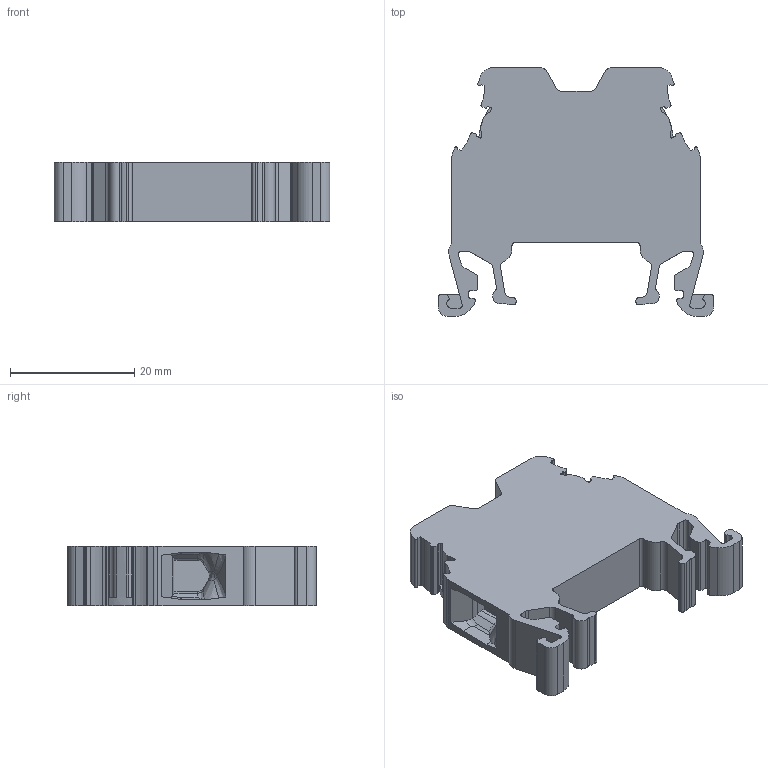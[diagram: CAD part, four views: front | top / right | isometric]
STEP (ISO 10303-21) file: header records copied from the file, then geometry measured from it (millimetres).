
FILE_DESCRIPTION (( 'STEP AP203' ), '1' );
FILE_NAME ('MRK 10.STEP', '2020-03-18T05:42:20', ( '' ), ( '' ), 'SwSTEP 2.0', 'SolidWorks 2011', '' );
FILE_SCHEMA (( 'CONFIG_CONTROL_DESIGN' ));
Length unit declared in the file: millimetre
Products named in the file (1): MRK 10
Bounding box: 44.33 x 40 x 9.5 mm (x, y, z)
Volume: 9804.4 mm3; surface area: 5089.2 mm2
Topology: 1 solids, 1 shells, 321 faces, 951 edges, 636 vertices
Faces by surface type: plane 146, cylinder 145, bspline 20, cone 10
Entity records: 11750 total; most frequent: CARTESIAN_POINT 3458, ORIENTED_EDGE 1902, DIRECTION 1516, EDGE_CURVE 951, VERTEX_POINT 636, AXIS2_PLACEMENT_3D 518, LINE 480, VECTOR 480
